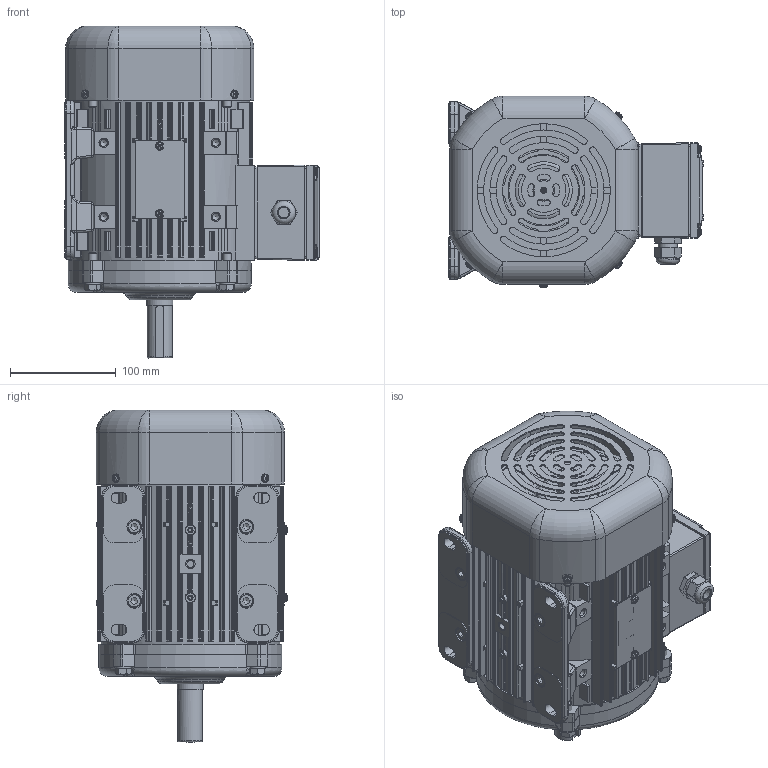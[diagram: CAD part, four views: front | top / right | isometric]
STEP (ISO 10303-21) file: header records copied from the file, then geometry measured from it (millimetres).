
FILE_DESCRIPTION((''),'2;1');
FILE_NAME('90L 1.5kW B3 TYPE MOTOR ASS''Y 20110316.stp','2011-03-16T09:37:20',('shyeom'),(''),'Autodesk Inventor 2011','Autodesk Inventor 2011','');
FILE_SCHEMA(('AUTOMOTIVE_DESIGN { 1 0 10303 214 1 1 1 1 }'));
Length unit declared in the file: millimetre
Products named in the file (20): 90L 1.5kW B3 TYPE MOTOR ASS'Y 20110316; 90L 1.5kW FRAME L_T 20091120; 1.5kW 90L REAR COVER L_T 20090618; 90L 1.5kW FRONT COVER L_T 20090618; FAN COVER 20090528; BASE BRACKET 20090602; 90L 1.5kW SHAFT 20091123; BASE BRACKET 20090602_MIR1; LEAD BOX A 20090609; LEAD BOX B 20090609; RUBBER GASKET 20091123; 6각 볼트 - 미터 M8 x 1.25 x 30; DIN 128 A8; ISO 7045 Z M4 x 12 - 4.8 - Z; ISO 7045 Z M4 x 6 - 4.8 - Z; ISO 4762 M8 x 16; BED; CAP; PEGJ150-4R4LAT NAME PLATE 20101221; JIS B 1111 H - 미터 A M4 x 6 - H
Assembly tree (48 placements, depth 2):
  90L 1.5kW B3 TYPE MOTOR ASS'Y 20110316
    90L 1.5kW FRAME L_T 20091120
    1.5kW 90L REAR COVER L_T 20090618
    90L 1.5kW FRONT COVER L_T 20090618
    FAN COVER 20090528
    BASE BRACKET 20090602
    90L 1.5kW SHAFT 20091123
    BASE BRACKET 20090602_MIR1
    LEAD BOX A 20090609
    LEAD BOX B 20090609
    RUBBER GASKET 20091123  x2
    6각 볼트 - 미터 M8 x 1.25 x 30  x8
    DIN 128 A8  x12
    ISO 7045 Z M4 x 12 - 4.8 - Z  x4
    ISO 7045 Z M4 x 6 - 4.8 - Z  x4
    ISO 4762 M8 x 16  x4
    BED
    CAP
    PEGJ150-4R4LAT NAME PLATE 20101221
    JIS B 1111 H - 미터 A M4 x 6 - H  x2
Bounding box: 241 x 181.06 x 314 mm (x, y, z)
Volume: 1730231.5 mm3; surface area: 711871.9 mm2
Topology: 48 solids, 48 shells, 3244 faces, 8542 edges, 5493 vertices
Faces by surface type: plane 1353, cylinder 1173, cone 346, torus 174, bspline 160, sphere 38
Full cylindrical faces by diameter (mm): 2 x2, 3.2 x10, 3.242 x14, 3.571 x2, 3.6 x16, 3.621 x8, 4 x10, 4.2 x2, 4.917 x8, 5 x8, 6 x5, 6.647 x15, 7 x8, 8 x12, 9 x4, 10.1 x1, 13 x4, 14 x4, 15.2 x1, 18.2 x2, 19 x1, 19.8 x1, 20 x1, 21 x2, 22 x1, 24 x1, 24.8 x1, 25 x1, 26 x1, 27.8 x1
Entity records: 89658 total; most frequent: CARTESIAN_POINT 22040, DIRECTION 14122, ORIENTED_EDGE 13360, EDGE_CURVE 6680, AXIS2_PLACEMENT_3D 5438, VERTEX_POINT 4445, VECTOR 3246, LINE 3246
